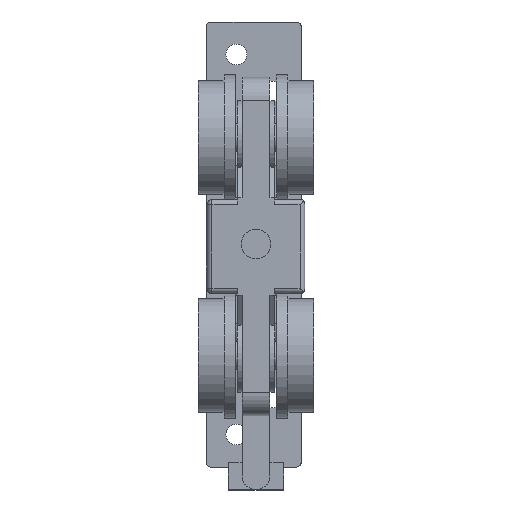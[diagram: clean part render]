
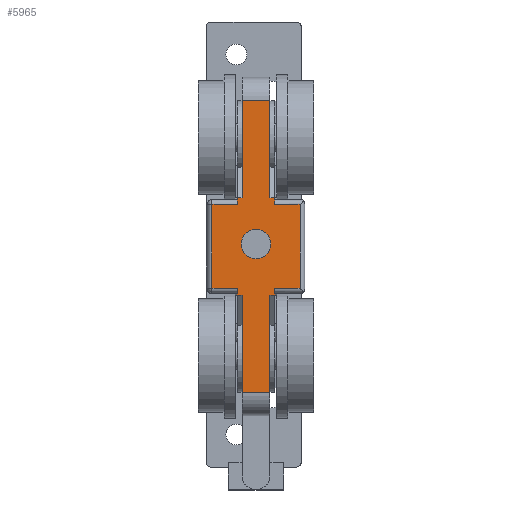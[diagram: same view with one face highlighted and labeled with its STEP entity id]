
A CAD part, top view. The second image highlights one B-rep face of the part: STEP entity #5965.
In plain terms, the highlighted planar face has unit normal (0, 0, 1).
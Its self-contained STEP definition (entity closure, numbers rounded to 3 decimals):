
#146=FACE_BOUND('',#793,.T.);
#219=PLANE('',#6505);
#422=FACE_OUTER_BOUND('',#792,.T.);
#792=EDGE_LOOP('',(#4124,#4125,#4126,#4127,#4128,#4129,#4130,#4131,#4132,
#4133,#4134,#4135,#4136,#4137,#4138,#4139,#4140,#4141,#4142,#4143));
#793=EDGE_LOOP('',(#4144));
#1229=LINE('',#9164,#1762);
#1248=LINE('',#9208,#1781);
#1269=LINE('',#9258,#1802);
#1270=LINE('',#9260,#1803);
#1271=LINE('',#9262,#1804);
#1272=LINE('',#9263,#1805);
#1273=LINE('',#9265,#1806);
#1274=LINE('',#9267,#1807);
#1275=LINE('',#9269,#1808);
#1276=LINE('',#9271,#1809);
#1277=LINE('',#9273,#1810);
#1278=LINE('',#9275,#1811);
#1279=LINE('',#9277,#1812);
#1280=LINE('',#9279,#1813);
#1281=LINE('',#9280,#1814);
#1282=LINE('',#9282,#1815);
#1283=LINE('',#9284,#1816);
#1284=LINE('',#9286,#1817);
#1285=LINE('',#9288,#1818);
#1286=LINE('',#9289,#1819);
#1762=VECTOR('',#7240,1.);
#1781=VECTOR('',#7269,1.);
#1802=VECTOR('',#7300,5.5);
#1803=VECTOR('',#7301,18.113);
#1804=VECTOR('',#7302,5.5);
#1805=VECTOR('',#7303,1.444);
#1806=VECTOR('',#7304,21.);
#1807=VECTOR('',#7305,6.);
#1808=VECTOR('',#7306,21.);
#1809=VECTOR('',#7307,1.);
#1810=VECTOR('',#7308,1.444);
#1811=VECTOR('',#7309,5.5);
#1812=VECTOR('',#7310,18.113);
#1813=VECTOR('',#7311,5.5);
#1814=VECTOR('',#7312,1.444);
#1815=VECTOR('',#7313,21.);
#1816=VECTOR('',#7314,6.);
#1817=VECTOR('',#7315,21.);
#1818=VECTOR('',#7316,1.);
#1819=VECTOR('',#7317,1.444);
#2287=CIRCLE('',#6486,3.175);
#2600=VERTEX_POINT('',#9128);
#2614=VERTEX_POINT('',#9162);
#2615=VERTEX_POINT('',#9163);
#2633=VERTEX_POINT('',#9202);
#2635=VERTEX_POINT('',#9206);
#2658=VERTEX_POINT('',#9256);
#2659=VERTEX_POINT('',#9257);
#2660=VERTEX_POINT('',#9259);
#2661=VERTEX_POINT('',#9261);
#2662=VERTEX_POINT('',#9264);
#2663=VERTEX_POINT('',#9266);
#2664=VERTEX_POINT('',#9268);
#2665=VERTEX_POINT('',#9270);
#2666=VERTEX_POINT('',#9272);
#2667=VERTEX_POINT('',#9274);
#2668=VERTEX_POINT('',#9276);
#2669=VERTEX_POINT('',#9278);
#2670=VERTEX_POINT('',#9281);
#2671=VERTEX_POINT('',#9283);
#2672=VERTEX_POINT('',#9285);
#2673=VERTEX_POINT('',#9287);
#3177=EDGE_CURVE('',#2600,#2600,#2287,.T.);
#3193=EDGE_CURVE('',#2614,#2615,#1229,.T.);
#3214=EDGE_CURVE('',#2633,#2635,#1248,.T.);
#3237=EDGE_CURVE('',#2658,#2659,#1269,.T.);
#3238=EDGE_CURVE('',#2659,#2660,#1270,.T.);
#3239=EDGE_CURVE('',#2660,#2661,#1271,.T.);
#3240=EDGE_CURVE('',#2661,#2615,#1272,.T.);
#3241=EDGE_CURVE('',#2614,#2662,#1273,.T.);
#3242=EDGE_CURVE('',#2662,#2663,#1274,.T.);
#3243=EDGE_CURVE('',#2663,#2664,#1275,.T.);
#3244=EDGE_CURVE('',#2664,#2665,#1276,.T.);
#3245=EDGE_CURVE('',#2665,#2666,#1277,.T.);
#3246=EDGE_CURVE('',#2666,#2667,#1278,.T.);
#3247=EDGE_CURVE('',#2667,#2668,#1279,.T.);
#3248=EDGE_CURVE('',#2668,#2669,#1280,.T.);
#3249=EDGE_CURVE('',#2669,#2633,#1281,.T.);
#3250=EDGE_CURVE('',#2670,#2635,#1282,.T.);
#3251=EDGE_CURVE('',#2670,#2671,#1283,.T.);
#3252=EDGE_CURVE('',#2672,#2671,#1284,.T.);
#3253=EDGE_CURVE('',#2673,#2672,#1285,.T.);
#3254=EDGE_CURVE('',#2673,#2658,#1286,.T.);
#4124=ORIENTED_EDGE('',*,*,#3237,.T.);
#4125=ORIENTED_EDGE('',*,*,#3238,.T.);
#4126=ORIENTED_EDGE('',*,*,#3239,.T.);
#4127=ORIENTED_EDGE('',*,*,#3240,.T.);
#4128=ORIENTED_EDGE('',*,*,#3193,.F.);
#4129=ORIENTED_EDGE('',*,*,#3241,.T.);
#4130=ORIENTED_EDGE('',*,*,#3242,.T.);
#4131=ORIENTED_EDGE('',*,*,#3243,.T.);
#4132=ORIENTED_EDGE('',*,*,#3244,.T.);
#4133=ORIENTED_EDGE('',*,*,#3245,.T.);
#4134=ORIENTED_EDGE('',*,*,#3246,.T.);
#4135=ORIENTED_EDGE('',*,*,#3247,.T.);
#4136=ORIENTED_EDGE('',*,*,#3248,.T.);
#4137=ORIENTED_EDGE('',*,*,#3249,.T.);
#4138=ORIENTED_EDGE('',*,*,#3214,.T.);
#4139=ORIENTED_EDGE('',*,*,#3250,.F.);
#4140=ORIENTED_EDGE('',*,*,#3251,.T.);
#4141=ORIENTED_EDGE('',*,*,#3252,.F.);
#4142=ORIENTED_EDGE('',*,*,#3253,.F.);
#4143=ORIENTED_EDGE('',*,*,#3254,.T.);
#4144=ORIENTED_EDGE('',*,*,#3177,.T.);
#5965=ADVANCED_FACE('',(#422,#146),#219,.F.);
#6486=AXIS2_PLACEMENT_3D('',#9129,#7210,#7211);
#6505=AXIS2_PLACEMENT_3D('',#9255,#7298,#7299);
#7210=DIRECTION('center_axis',(0.,0.,-1.));
#7211=DIRECTION('ref_axis',(0.,1.,0.));
#7240=DIRECTION('',(1.,0.,0.));
#7269=DIRECTION('',(1.,0.,0.));
#7298=DIRECTION('center_axis',(0.,0.,-1.));
#7299=DIRECTION('ref_axis',(-1.,0.,0.));
#7300=DIRECTION('',(1.,0.,0.));
#7301=DIRECTION('',(0.,1.,0.));
#7302=DIRECTION('',(-1.,0.,0.));
#7303=DIRECTION('',(0.,1.,0.));
#7304=DIRECTION('',(0.,1.,0.));
#7305=DIRECTION('',(-1.,0.,0.));
#7306=DIRECTION('',(0.,-1.,0.));
#7307=DIRECTION('',(-1.,0.,0.));
#7308=DIRECTION('',(0.,-1.,0.));
#7309=DIRECTION('',(-1.,0.,0.));
#7310=DIRECTION('',(0.,-1.,0.));
#7311=DIRECTION('',(1.,0.,0.));
#7312=DIRECTION('',(0.,-1.,0.));
#7313=DIRECTION('',(0.,1.,0.));
#7314=DIRECTION('',(1.,0.,0.));
#7315=DIRECTION('',(0.,-1.,0.));
#7316=DIRECTION('',(-1.,0.,0.));
#7317=DIRECTION('',(0.,1.,0.));
#9128=CARTESIAN_POINT('',(-3.175,0.,26.));
#9129=CARTESIAN_POINT('Origin',(0.,0.,26.));
#9162=CARTESIAN_POINT('',(3.,11.,26.));
#9163=CARTESIAN_POINT('',(4.,11.,26.));
#9164=CARTESIAN_POINT('',(3.,11.,26.));
#9202=CARTESIAN_POINT('',(-4.,-10.,26.));
#9206=CARTESIAN_POINT('',(-3.,-10.,26.));
#9208=CARTESIAN_POINT('',(-4.,-10.,26.));
#9255=CARTESIAN_POINT('Origin',(-10.45,-34.15,26.));
#9256=CARTESIAN_POINT('',(4.,-8.556,26.));
#9257=CARTESIAN_POINT('',(9.5,-8.556,26.));
#9258=CARTESIAN_POINT('',(4.,-8.556,26.));
#9259=CARTESIAN_POINT('',(9.5,9.556,26.));
#9260=CARTESIAN_POINT('',(9.5,-8.556,26.));
#9261=CARTESIAN_POINT('',(4.,9.556,26.));
#9262=CARTESIAN_POINT('',(9.5,9.556,26.));
#9263=CARTESIAN_POINT('',(4.,9.556,26.));
#9264=CARTESIAN_POINT('',(3.,32.,26.));
#9265=CARTESIAN_POINT('',(3.,11.,26.));
#9266=CARTESIAN_POINT('',(-3.,32.,26.));
#9267=CARTESIAN_POINT('',(3.,32.,26.));
#9268=CARTESIAN_POINT('',(-3.,11.,26.));
#9269=CARTESIAN_POINT('',(-3.,32.,26.));
#9270=CARTESIAN_POINT('',(-4.,11.,26.));
#9271=CARTESIAN_POINT('',(-3.,11.,26.));
#9272=CARTESIAN_POINT('',(-4.,9.556,26.));
#9273=CARTESIAN_POINT('',(-4.,11.,26.));
#9274=CARTESIAN_POINT('',(-9.5,9.556,26.));
#9275=CARTESIAN_POINT('',(-4.,9.556,26.));
#9276=CARTESIAN_POINT('',(-9.5,-8.556,26.));
#9277=CARTESIAN_POINT('',(-9.5,9.556,26.));
#9278=CARTESIAN_POINT('',(-4.,-8.556,26.));
#9279=CARTESIAN_POINT('',(-9.5,-8.556,26.));
#9280=CARTESIAN_POINT('',(-4.,-8.556,26.));
#9281=CARTESIAN_POINT('',(-3.,-31.,26.));
#9282=CARTESIAN_POINT('',(-3.,-31.,26.));
#9283=CARTESIAN_POINT('',(3.,-31.,26.));
#9284=CARTESIAN_POINT('',(-3.,-31.,26.));
#9285=CARTESIAN_POINT('',(3.,-10.,26.));
#9286=CARTESIAN_POINT('',(3.,-10.,26.));
#9287=CARTESIAN_POINT('',(4.,-10.,26.));
#9288=CARTESIAN_POINT('',(4.,-10.,26.));
#9289=CARTESIAN_POINT('',(4.,-10.,26.));
